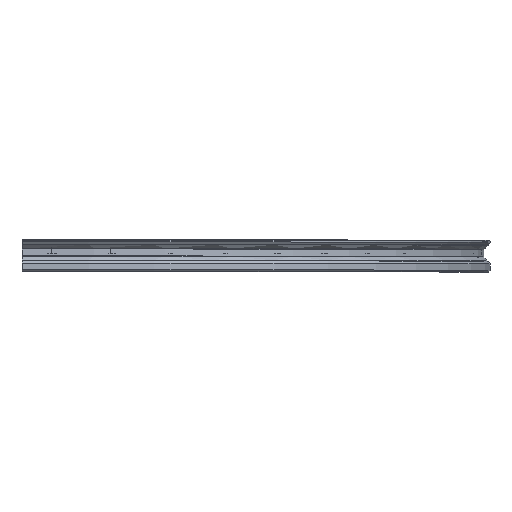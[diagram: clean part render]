
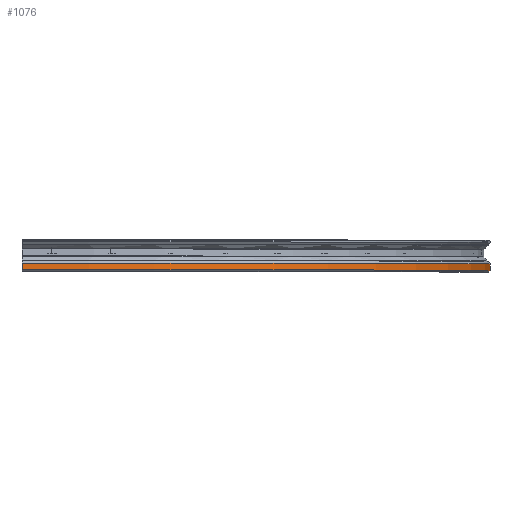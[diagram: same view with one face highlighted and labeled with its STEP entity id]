
A CAD part, top view. The second image highlights one B-rep face of the part: STEP entity #1076.
In plain terms, the highlighted cylindrical face has radius 414 mm (diameter 828 mm), a partial arc.
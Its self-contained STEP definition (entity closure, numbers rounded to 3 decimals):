
#225 = EDGE_LOOP ( 'NONE', ( #3106, #3044, #1501, #2146 ) ) ;
#237 = DIRECTION ( 'NONE',  ( 0., 1., 0. ) ) ;
#447 = DIRECTION ( 'NONE',  ( 0., 1., 0. ) ) ;
#495 = DIRECTION ( 'NONE',  ( 0., 0., 1. ) ) ;
#521 = CARTESIAN_POINT ( 'NONE',  ( 14., 7.444, 0. ) ) ;
#529 = DIRECTION ( 'NONE',  ( 0., 1., 0. ) ) ;
#704 = CIRCLE ( 'NONE', #1113, 414. ) ;
#753 = CARTESIAN_POINT ( 'NONE',  ( -400., 1.5, 0. ) ) ;
#814 = VERTEX_POINT ( 'NONE', #2724 ) ;
#818 = EDGE_CURVE ( 'NONE', #814, #3014, #2785, .T. ) ;
#925 = DIRECTION ( 'NONE',  ( 0., 1., 0. ) ) ;
#992 = CARTESIAN_POINT ( 'NONE',  ( -400., 7.444, 0. ) ) ;
#1010 = VECTOR ( 'NONE', #925, 1000. ) ;
#1076 = ADVANCED_FACE ( 'NONE', ( #2872 ), #1220, .T. ) ;
#1110 = EDGE_CURVE ( 'NONE', #1350, #814, #1919, .T. ) ;
#1113 = AXIS2_PLACEMENT_3D ( 'NONE', #753, #237, #495 ) ;
#1200 = DIRECTION ( 'NONE',  ( 0., 0., 1. ) ) ;
#1220 = CYLINDRICAL_SURFACE ( 'NONE', #2135, 414. ) ;
#1238 = CARTESIAN_POINT ( 'NONE',  ( -400., 1.5, 414. ) ) ;
#1350 = VERTEX_POINT ( 'NONE', #1856 ) ;
#1400 = VERTEX_POINT ( 'NONE', #2825 ) ;
#1501 = ORIENTED_EDGE ( 'NONE', *, *, #2529, .T. ) ;
#1524 = EDGE_CURVE ( 'NONE', #1400, #3014, #2402, .T. ) ;
#1679 = CARTESIAN_POINT ( 'NONE',  ( -400., 0., 0. ) ) ;
#1815 = AXIS2_PLACEMENT_3D ( 'NONE', #992, #529, #1970 ) ;
#1856 = CARTESIAN_POINT ( 'NONE',  ( -400., 1.5, 414. ) ) ;
#1919 = LINE ( 'NONE', #1238, #2634 ) ;
#1970 = DIRECTION ( 'NONE',  ( 0., 0., 1. ) ) ;
#2135 = AXIS2_PLACEMENT_3D ( 'NONE', #1679, #447, #1200 ) ;
#2146 = ORIENTED_EDGE ( 'NONE', *, *, #1524, .T. ) ;
#2402 = LINE ( 'NONE', #2684, #1010 ) ;
#2406 = DIRECTION ( 'NONE',  ( 0., 1., 0. ) ) ;
#2529 = EDGE_CURVE ( 'NONE', #1350, #1400, #704, .T. ) ;
#2634 = VECTOR ( 'NONE', #2406, 1000. ) ;
#2684 = CARTESIAN_POINT ( 'NONE',  ( 14., 1.5, 0. ) ) ;
#2724 = CARTESIAN_POINT ( 'NONE',  ( -400., 7.444, 414. ) ) ;
#2785 = CIRCLE ( 'NONE', #1815, 414. ) ;
#2825 = CARTESIAN_POINT ( 'NONE',  ( 14., 1.5, 0. ) ) ;
#2872 = FACE_OUTER_BOUND ( 'NONE', #225, .T. ) ;
#3014 = VERTEX_POINT ( 'NONE', #521 ) ;
#3044 = ORIENTED_EDGE ( 'NONE', *, *, #1110, .F. ) ;
#3106 = ORIENTED_EDGE ( 'NONE', *, *, #818, .F. ) ;
